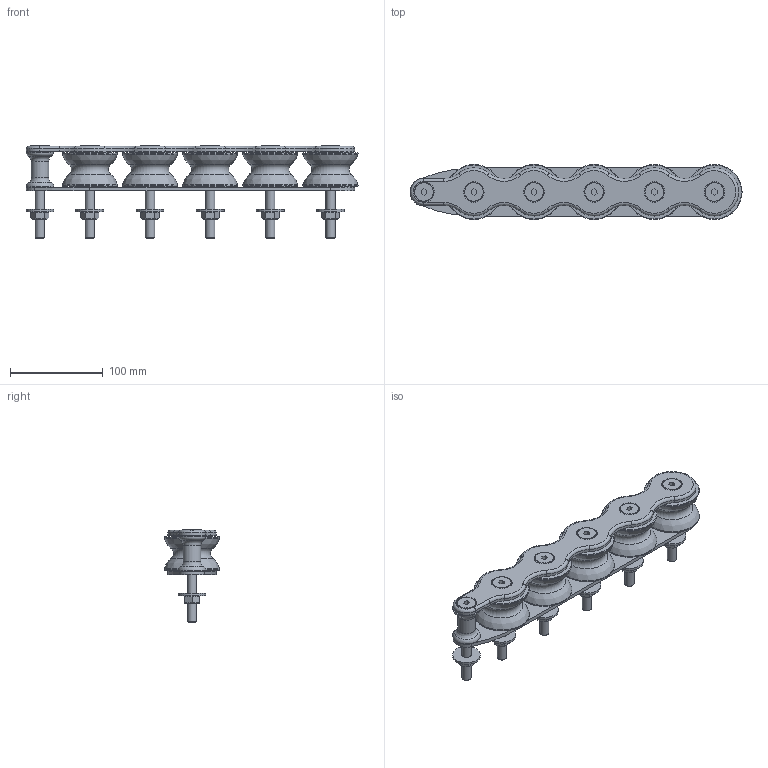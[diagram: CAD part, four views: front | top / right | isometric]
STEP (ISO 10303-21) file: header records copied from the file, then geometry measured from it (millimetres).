
FILE_DESCRIPTION(/* description */ (''),/* implementation_level */ '2;1');
FILE_NAME(/* name */ 'T650.stp',/* time_stamp */ '2016-04-04T11:11:07+02:00',/* author */ ('Nicola'),/* organization */ (''),/* preprocessor_version */ 'ST-DEVELOPER v16.1',/* originating_system */ 'Autodesk Inventor 2016',/* authorisation */ '');
FILE_SCHEMA (('AUTOMOTIVE_DESIGN { 1 0 10303 214 3 1 1 }'));
Length unit declared in the file: millimetre
Products named in the file (1): T650
Bounding box: 358.75 x 59.5 x 100 mm (x, y, z)
Volume: 598335.5 mm3; surface area: 126519.7 mm2
Topology: 1 solids, 6 shells, 342 faces, 752 edges, 490 vertices
Faces by surface type: plane 156, cylinder 97, torus 49, cone 30, bspline 10
Full cylindrical faces by diameter (mm): 10 x17, 10.2 x11, 10.5 x6, 19 x3, 20 x6, 29.9 x2, 30 x6, 45 x10, 59.5 x10
Entity records: 8664 total; most frequent: CARTESIAN_POINT 1803, DIRECTION 1488, ORIENTED_EDGE 1168, AXIS2_PLACEMENT_3D 653, EDGE_CURVE 584, EDGE_LOOP 560, VERTEX_POINT 452, FACE_OUTER_BOUND 342
